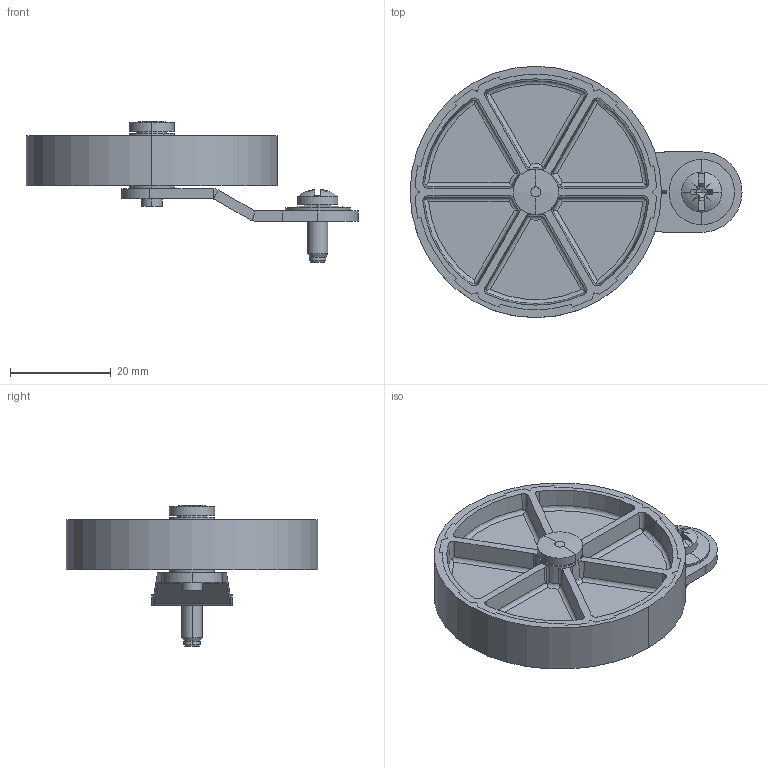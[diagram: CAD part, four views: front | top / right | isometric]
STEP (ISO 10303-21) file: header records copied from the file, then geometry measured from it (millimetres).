
FILE_DESCRIPTION(('STEP AP242'),'1');
FILE_NAME('switch_zcy39.stp','2021-07-06T10:03:50',('TraceParts'),('TraceParts S.A.'),'Spatial InterOp 3D',' ',' ');
FILE_SCHEMA(('AP242_MANAGED_MODEL_BASED_3D_ENGINEERING_MIM_LF {1 0 10303 442 1 1 4}'));
Length unit declared in the file: millimetre
Products named in the file (1): switch_zcy39_1
Bounding box: 66 x 50 x 27.95 mm (x, y, z)
Volume: 10341.2 mm3; surface area: 14046.3 mm2
Topology: 6 solids, 6 shells, 630 faces, 1761 edges, 1138 vertices
Faces by surface type: cylinder 238, plane 225, cone 117, torus 32, bspline 16, sphere 2
Entity records: 21458 total; most frequent: CARTESIAN_POINT 5253, ORIENTED_EDGE 3498, DIRECTION 3383, EDGE_CURVE 1749, AXIS2_PLACEMENT_3D 1286, VERTEX_POINT 1138, LINE 811, VECTOR 811
